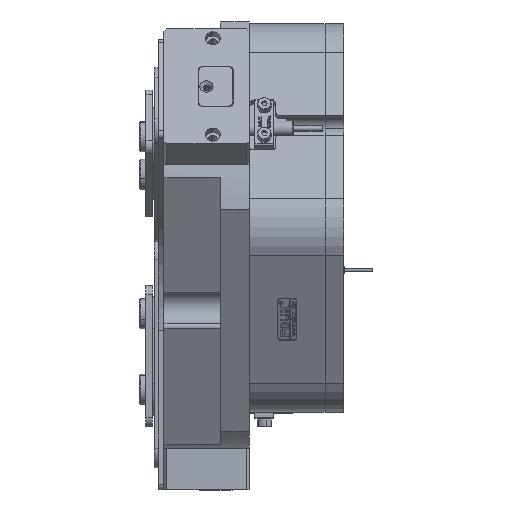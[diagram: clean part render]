
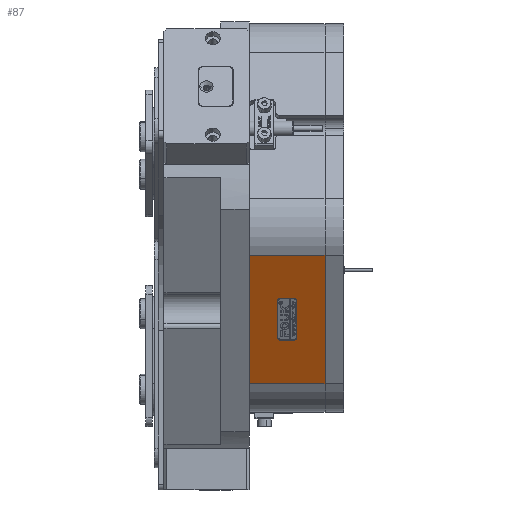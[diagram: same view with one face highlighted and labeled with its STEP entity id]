
A CAD part, left-side view. The second image highlights one B-rep face of the part: STEP entity #87.
In plain terms, the highlighted planar face has unit normal (-0.866, 0, -0.5).
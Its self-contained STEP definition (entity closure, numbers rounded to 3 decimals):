
#87 = ADVANCED_FACE ( 'NONE', ( #58550, #56925 ), #50634, .T. ) ;
#678 = CARTESIAN_POINT ( 'NONE',  ( -90.067, 40., -52. ) ) ;
#695 = ORIENTED_EDGE ( 'NONE', *, *, #52195, .T. ) ;
#844 = DIRECTION ( 'NONE',  ( 0., -1., 0. ) ) ;
#1252 = DIRECTION ( 'NONE',  ( -0.866, 0., -0.5 ) ) ;
#1293 = CIRCLE ( 'NONE', #32466, 1.6 ) ;
#1972 = ORIENTED_EDGE ( 'NONE', *, *, #6747, .F. ) ;
#2578 = VECTOR ( 'NONE', #27405, 1000. ) ;
#2645 = VERTEX_POINT ( 'NONE', #58616 ) ;
#3365 = VERTEX_POINT ( 'NONE', #41628 ) ;
#3500 = CIRCLE ( 'NONE', #16622, 1.6 ) ;
#3670 = VERTEX_POINT ( 'NONE', #27800 ) ;
#3816 = CARTESIAN_POINT ( 'NONE',  ( -84.567, 16.5, -61.526 ) ) ;
#4008 = VECTOR ( 'NONE', #62949, 1000. ) ;
#4768 = VECTOR ( 'NONE', #56064, 1000. ) ;
#6747 = EDGE_CURVE ( 'NONE', #32928, #6938, #19234, .T. ) ;
#6938 = VERTEX_POINT ( 'NONE', #46968 ) ;
#7579 = EDGE_CURVE ( 'NONE', #52889, #56729, #62579, .T. ) ;
#8473 = LINE ( 'NONE', #678, #19786 ) ;
#8838 = EDGE_LOOP ( 'NONE', ( #17709, #63385, #32826, #695 ) ) ;
#8967 = DIRECTION ( 'NONE',  ( 0.5, 0., -0.866 ) ) ;
#9398 = CARTESIAN_POINT ( 'NONE',  ( -70.437, 0., -86. ) ) ;
#10620 = DIRECTION ( 'NONE',  ( 0.5, 0., -0.866 ) ) ;
#11374 = ORIENTED_EDGE ( 'NONE', *, *, #66637, .F. ) ;
#13610 = ORIENTED_EDGE ( 'NONE', *, *, #58851, .F. ) ;
#14435 = DIRECTION ( 'NONE',  ( -0.866, 0., -0.5 ) ) ;
#15234 = CARTESIAN_POINT ( 'NONE',  ( -83.767, 23.5, -62.912 ) ) ;
#15870 = VECTOR ( 'NONE', #65134, 1000. ) ;
#16622 = AXIS2_PLACEMENT_3D ( 'NONE', #3816, #55296, #8967 ) ;
#16984 = VERTEX_POINT ( 'NONE', #44590 ) ;
#17709 = ORIENTED_EDGE ( 'NONE', *, *, #7579, .F. ) ;
#17963 = EDGE_CURVE ( 'NONE', #3670, #16984, #65725, .T. ) ;
#18562 = EDGE_CURVE ( 'NONE', #2645, #3670, #1293, .T. ) ;
#18862 = CARTESIAN_POINT ( 'NONE',  ( -84.567, 14.9, -61.526 ) ) ;
#19143 = DIRECTION ( 'NONE',  ( -0.5, 0., 0.866 ) ) ;
#19234 = CIRCLE ( 'NONE', #59357, 1.6 ) ;
#19786 = VECTOR ( 'NONE', #10620, 1000. ) ;
#19826 = CARTESIAN_POINT ( 'NONE',  ( -90.067, 40., -52. ) ) ;
#20022 = EDGE_CURVE ( 'NONE', #65579, #48462, #3500, .T. ) ;
#21517 = VECTOR ( 'NONE', #844, 1000. ) ;
#21987 = DIRECTION ( 'NONE',  ( -0.5, 0., 0.866 ) ) ;
#24010 = LINE ( 'NONE', #58541, #50574 ) ;
#25286 = CARTESIAN_POINT ( 'NONE',  ( -96.367, 16.5, -41.088 ) ) ;
#25950 = LINE ( 'NONE', #48081, #2578 ) ;
#26100 = DIRECTION ( 'NONE',  ( -0.866, 0., -0.5 ) ) ;
#27225 = ORIENTED_EDGE ( 'NONE', *, *, #17963, .F. ) ;
#27405 = DIRECTION ( 'NONE',  ( 0., -1., 0. ) ) ;
#27800 = CARTESIAN_POINT ( 'NONE',  ( -95.567, 25.1, -42.474 ) ) ;
#27895 = AXIS2_PLACEMENT_3D ( 'NONE', #57621, #31559, #58281 ) ;
#29004 = EDGE_CURVE ( 'NONE', #48462, #32928, #58721, .T. ) ;
#30144 = EDGE_CURVE ( 'NONE', #52889, #3365, #24010, .T. ) ;
#30365 = CARTESIAN_POINT ( 'NONE',  ( -70.437, 0., -86. ) ) ;
#30419 = VECTOR ( 'NONE', #49983, 1000. ) ;
#30635 = CARTESIAN_POINT ( 'NONE',  ( -83.767, 16.5, -62.912 ) ) ;
#31349 = VERTEX_POINT ( 'NONE', #15234 ) ;
#31559 = DIRECTION ( 'NONE',  ( -0.866, 0., -0.5 ) ) ;
#32466 = AXIS2_PLACEMENT_3D ( 'NONE', #47142, #1252, #21987 ) ;
#32826 = ORIENTED_EDGE ( 'NONE', *, *, #45410, .T. ) ;
#32928 = VERTEX_POINT ( 'NONE', #58545 ) ;
#33473 = EDGE_LOOP ( 'NONE', ( #46469, #13610, #1972, #63772, #55499, #11374, #41593, #27225 ) ) ;
#35104 = CARTESIAN_POINT ( 'NONE',  ( -95.567, 16.5, -42.474 ) ) ;
#39869 = CARTESIAN_POINT ( 'NONE',  ( -90.067, 0., -52. ) ) ;
#40169 = AXIS2_PLACEMENT_3D ( 'NONE', #19826, #26100, #46098 ) ;
#41593 = ORIENTED_EDGE ( 'NONE', *, *, #60379, .F. ) ;
#41628 = CARTESIAN_POINT ( 'NONE',  ( -109.697, 40., -18. ) ) ;
#43480 = DIRECTION ( 'NONE',  ( 0., 1., 0. ) ) ;
#43918 = VERTEX_POINT ( 'NONE', #58937 ) ;
#44590 = CARTESIAN_POINT ( 'NONE',  ( -84.567, 25.1, -61.526 ) ) ;
#45410 = EDGE_CURVE ( 'NONE', #3365, #43918, #8473, .T. ) ;
#46098 = DIRECTION ( 'NONE',  ( -0.5, 0., 0.866 ) ) ;
#46455 = LINE ( 'NONE', #30365, #21517 ) ;
#46469 = ORIENTED_EDGE ( 'NONE', *, *, #18562, .F. ) ;
#46968 = CARTESIAN_POINT ( 'NONE',  ( -96.367, 16.5, -41.088 ) ) ;
#47142 = CARTESIAN_POINT ( 'NONE',  ( -95.567, 23.5, -42.474 ) ) ;
#47758 = CARTESIAN_POINT ( 'NONE',  ( -109.697, 0., -18. ) ) ;
#48081 = CARTESIAN_POINT ( 'NONE',  ( -83.767, 16.5, -62.912 ) ) ;
#48462 = VERTEX_POINT ( 'NONE', #18862 ) ;
#49983 = DIRECTION ( 'NONE',  ( 0.5, 0., -0.866 ) ) ;
#50574 = VECTOR ( 'NONE', #43480, 1000. ) ;
#50634 = PLANE ( 'NONE',  #40169 ) ;
#52195 = EDGE_CURVE ( 'NONE', #43918, #56729, #46455, .T. ) ;
#52889 = VERTEX_POINT ( 'NONE', #47758 ) ;
#53043 = LINE ( 'NONE', #25286, #4768 ) ;
#54552 = CARTESIAN_POINT ( 'NONE',  ( -95.567, 25.1, -42.474 ) ) ;
#55296 = DIRECTION ( 'NONE',  ( -0.866, 0., -0.5 ) ) ;
#55499 = ORIENTED_EDGE ( 'NONE', *, *, #20022, .F. ) ;
#56064 = DIRECTION ( 'NONE',  ( 0., 1., 0. ) ) ;
#56729 = VERTEX_POINT ( 'NONE', #9398 ) ;
#56925 = FACE_OUTER_BOUND ( 'NONE', #8838, .T. ) ;
#57621 = CARTESIAN_POINT ( 'NONE',  ( -84.567, 23.5, -61.526 ) ) ;
#57682 = CIRCLE ( 'NONE', #27895, 1.6 ) ;
#58281 = DIRECTION ( 'NONE',  ( -0.5, 0., 0.866 ) ) ;
#58476 = CARTESIAN_POINT ( 'NONE',  ( -95.567, 14.9, -42.474 ) ) ;
#58541 = CARTESIAN_POINT ( 'NONE',  ( -109.697, 40., -18. ) ) ;
#58545 = CARTESIAN_POINT ( 'NONE',  ( -95.567, 14.9, -42.474 ) ) ;
#58550 = FACE_BOUND ( 'NONE', #33473, .T. ) ;
#58616 = CARTESIAN_POINT ( 'NONE',  ( -96.367, 23.5, -41.088 ) ) ;
#58721 = LINE ( 'NONE', #58476, #4008 ) ;
#58851 = EDGE_CURVE ( 'NONE', #6938, #2645, #53043, .T. ) ;
#58937 = CARTESIAN_POINT ( 'NONE',  ( -70.437, 40., -86. ) ) ;
#59357 = AXIS2_PLACEMENT_3D ( 'NONE', #35104, #14435, #19143 ) ;
#60379 = EDGE_CURVE ( 'NONE', #16984, #31349, #57682, .T. ) ;
#62579 = LINE ( 'NONE', #39869, #30419 ) ;
#62949 = DIRECTION ( 'NONE',  ( -0.5, 0., 0.866 ) ) ;
#63385 = ORIENTED_EDGE ( 'NONE', *, *, #30144, .T. ) ;
#63772 = ORIENTED_EDGE ( 'NONE', *, *, #29004, .F. ) ;
#65134 = DIRECTION ( 'NONE',  ( 0.5, 0., -0.866 ) ) ;
#65579 = VERTEX_POINT ( 'NONE', #30635 ) ;
#65725 = LINE ( 'NONE', #54552, #15870 ) ;
#66637 = EDGE_CURVE ( 'NONE', #31349, #65579, #25950, .T. ) ;
